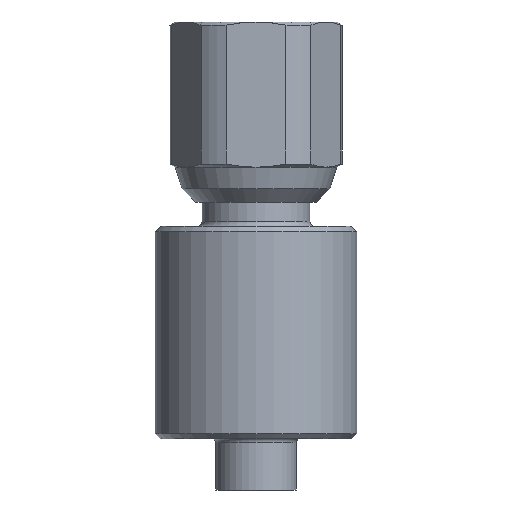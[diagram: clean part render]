
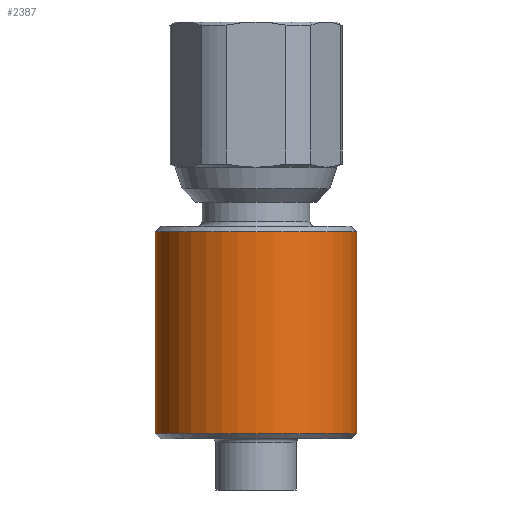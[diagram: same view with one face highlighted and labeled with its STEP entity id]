
A CAD part, front view. The second image highlights one B-rep face of the part: STEP entity #2387.
In plain terms, the highlighted cylindrical face has radius 3.75 mm (diameter 7.5 mm), a partial arc.
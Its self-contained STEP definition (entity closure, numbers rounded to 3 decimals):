
#32 = CARTESIAN_POINT ( 'NONE',  ( 3.75, 0., 0. ) ) ;
#248 = CARTESIAN_POINT ( 'NONE',  ( 0., 0., 0. ) ) ;
#254 = CIRCLE ( 'NONE', #1622, 3.75 ) ;
#598 = DIRECTION ( 'NONE',  ( 0., 0., 1. ) ) ;
#888 = ORIENTED_EDGE ( 'NONE', *, *, #1735, .F. ) ;
#916 = DIRECTION ( 'NONE',  ( 1., 0., 0. ) ) ;
#944 = CYLINDRICAL_SURFACE ( 'NONE', #1212, 3.75 ) ;
#1196 = CARTESIAN_POINT ( 'NONE',  ( -3.75, 0., -5.9 ) ) ;
#1207 = DIRECTION ( 'NONE',  ( 1., 0., 0. ) ) ;
#1212 = AXIS2_PLACEMENT_3D ( 'NONE', #248, #2821, #1207 ) ;
#1224 = VERTEX_POINT ( 'NONE', #1254 ) ;
#1254 = CARTESIAN_POINT ( 'NONE',  ( -3.75, 0., -13.4 ) ) ;
#1299 = AXIS2_PLACEMENT_3D ( 'NONE', #4060, #598, #916 ) ;
#1329 = VERTEX_POINT ( 'NONE', #2518 ) ;
#1367 = DIRECTION ( 'NONE',  ( 1., 0., 0. ) ) ;
#1579 = LINE ( 'NONE', #32, #2089 ) ;
#1588 = DIRECTION ( 'NONE',  ( 0., 0., 1. ) ) ;
#1616 = EDGE_CURVE ( 'NONE', #1224, #1976, #254, .T. ) ;
#1622 = AXIS2_PLACEMENT_3D ( 'NONE', #3875, #3285, #1367 ) ;
#1735 = EDGE_CURVE ( 'NONE', #1224, #3202, #3381, .T. ) ;
#1976 = VERTEX_POINT ( 'NONE', #2071 ) ;
#2071 = CARTESIAN_POINT ( 'NONE',  ( 3.75, 0., -13.4 ) ) ;
#2089 = VECTOR ( 'NONE', #2580, 1000. ) ;
#2216 = ORIENTED_EDGE ( 'NONE', *, *, #1616, .T. ) ;
#2387 = ADVANCED_FACE ( 'NONE', ( #3993 ), #944, .T. ) ;
#2518 = CARTESIAN_POINT ( 'NONE',  ( 3.75, 0., -5.9 ) ) ;
#2580 = DIRECTION ( 'NONE',  ( 0., 0., 1. ) ) ;
#2821 = DIRECTION ( 'NONE',  ( 0., 0., 1. ) ) ;
#2832 = CARTESIAN_POINT ( 'NONE',  ( -3.75, 0., 0. ) ) ;
#3188 = VECTOR ( 'NONE', #1588, 1000. ) ;
#3202 = VERTEX_POINT ( 'NONE', #1196 ) ;
#3285 = DIRECTION ( 'NONE',  ( 0., 0., 1. ) ) ;
#3355 = EDGE_CURVE ( 'NONE', #1976, #1329, #1579, .T. ) ;
#3381 = LINE ( 'NONE', #2832, #3188 ) ;
#3397 = ORIENTED_EDGE ( 'NONE', *, *, #3967, .F. ) ;
#3536 = CIRCLE ( 'NONE', #1299, 3.75 ) ;
#3558 = ORIENTED_EDGE ( 'NONE', *, *, #3355, .T. ) ;
#3718 = EDGE_LOOP ( 'NONE', ( #888, #2216, #3558, #3397 ) ) ;
#3875 = CARTESIAN_POINT ( 'NONE',  ( 0., 0., -13.4 ) ) ;
#3967 = EDGE_CURVE ( 'NONE', #3202, #1329, #3536, .T. ) ;
#3993 = FACE_OUTER_BOUND ( 'NONE', #3718, .T. ) ;
#4060 = CARTESIAN_POINT ( 'NONE',  ( 0., 0., -5.9 ) ) ;
